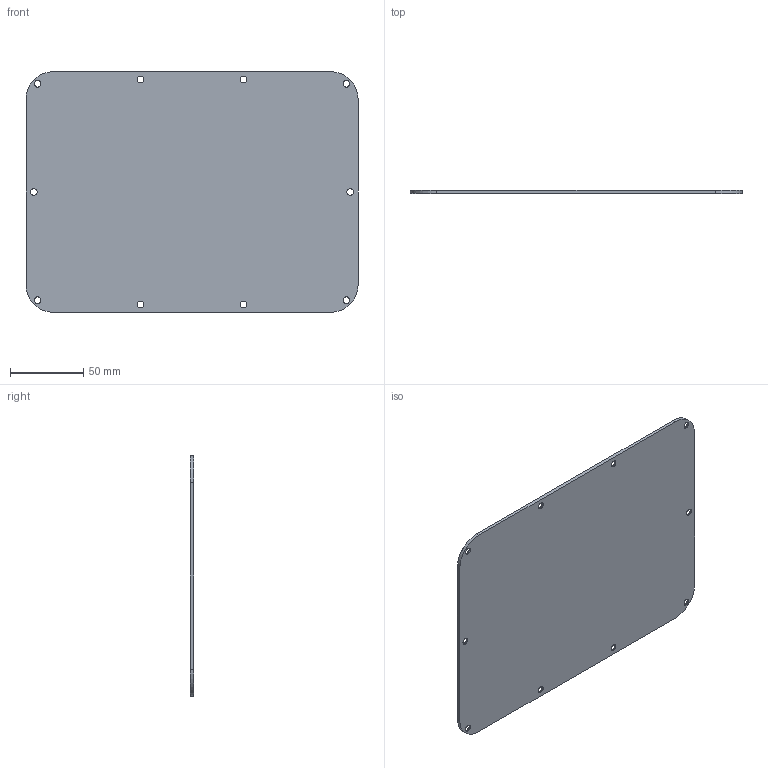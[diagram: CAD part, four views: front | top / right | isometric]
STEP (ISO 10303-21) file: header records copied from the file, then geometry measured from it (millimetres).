
FILE_DESCRIPTION(/* description */ (''),/* implementation_level */ '2;1');
FILE_NAME(/* name */ 'PP-N904B.ipt.stp',/* time_stamp */ '2020-07-01T09:50:04-07:00',/* author */ ('NWC'),/* organization */ (''),/* preprocessor_version */ 'ST-DEVELOPER v18.1',/* originating_system */ 'Autodesk Inventor 2021',/* authorisation */ '');
FILE_SCHEMA (('AUTOMOTIVE_DESIGN { 1 0 10303 214 3 1 1 }'));
Length unit declared in the file: inch
Products named in the file (1): PP-N904B
Bounding box: 225.94 x 2.29 x 163.65 mm (x, y, z)
Volume: 83341 mm3; surface area: 75000.5 mm2
Topology: 1 solids, 1 shells, 30 faces, 104 edges, 76 vertices
Faces by surface type: cylinder 14, cone 10, plane 6
Full cylindrical faces by diameter (mm): 4.559 x10
Entity records: 1279 total; most frequent: DIRECTION 234, CARTESIAN_POINT 211, ORIENTED_EDGE 208, EDGE_CURVE 104, AXIS2_PLACEMENT_3D 99, VERTEX_POINT 76, CIRCLE 68, EDGE_LOOP 50
